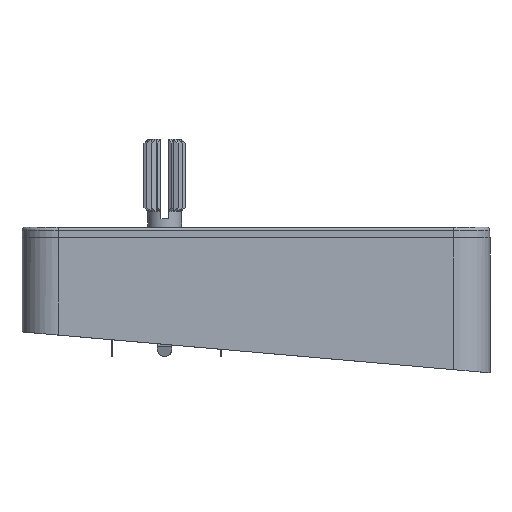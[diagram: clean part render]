
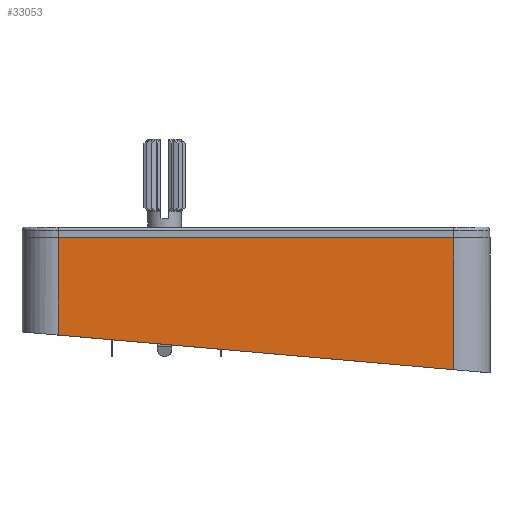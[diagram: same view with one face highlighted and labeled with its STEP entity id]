
A CAD part, left-side view. The second image highlights one B-rep face of the part: STEP entity #33053.
In plain terms, the highlighted planar face has unit normal (-1, 0, 0).
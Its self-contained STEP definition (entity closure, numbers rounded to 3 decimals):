
#3758=FACE_OUTER_BOUND('',#5691,.T.);
#5691=EDGE_LOOP('',(#22673,#22674,#22675,#22676));
#7907=LINE('',#46748,#11199);
#7917=LINE('',#46777,#11209);
#7918=LINE('',#46781,#11210);
#7921=LINE('',#46800,#11213);
#11199=VECTOR('',#38094,10.);
#11209=VECTOR('',#38118,10.);
#11210=VECTOR('',#38123,10.);
#11213=VECTOR('',#38142,10.);
#14526=VERTEX_POINT('',#46745);
#14527=VERTEX_POINT('',#46747);
#14539=VERTEX_POINT('',#46776);
#14540=VERTEX_POINT('',#46780);
#17693=EDGE_CURVE('',#14526,#14527,#7907,.T.);
#17708=EDGE_CURVE('',#14527,#14539,#7917,.T.);
#17710=EDGE_CURVE('',#14539,#14540,#7918,.F.);
#17720=EDGE_CURVE('',#14540,#14526,#7921,.T.);
#22673=ORIENTED_EDGE('',*,*,#17708,.F.);
#22674=ORIENTED_EDGE('',*,*,#17693,.F.);
#22675=ORIENTED_EDGE('',*,*,#17720,.F.);
#22676=ORIENTED_EDGE('',*,*,#17710,.F.);
#31901=PLANE('',#35181);
#33053=ADVANCED_FACE('',(#3758),#31901,.T.);
#35181=AXIS2_PLACEMENT_3D('',#46799,#38140,#38141);
#38094=DIRECTION('',(0.,-1.,0.));
#38118=DIRECTION('',(0.,0.,-1.));
#38123=DIRECTION('',(0.,-0.996,-0.087));
#38140=DIRECTION('center_axis',(-1.,0.,0.));
#38141=DIRECTION('ref_axis',(0.,-1.,0.));
#38142=DIRECTION('',(0.,0.,1.));
#46745=CARTESIAN_POINT('',(-49.5,54.5,13.));
#46747=CARTESIAN_POINT('',(-49.5,-0.2,13.));
#46748=CARTESIAN_POINT('',(-49.5,-5.2,13.));
#46776=CARTESIAN_POINT('',(-49.5,-0.2,-5.223));
#46777=CARTESIAN_POINT('',(-49.5,-0.2,0.));
#46780=CARTESIAN_POINT('',(-49.5,54.5,-0.437));
#46781=CARTESIAN_POINT('',(-49.5,43.387,-1.41));
#46799=CARTESIAN_POINT('Origin',(-49.5,59.5,0.));
#46800=CARTESIAN_POINT('',(-49.5,54.5,0.));
